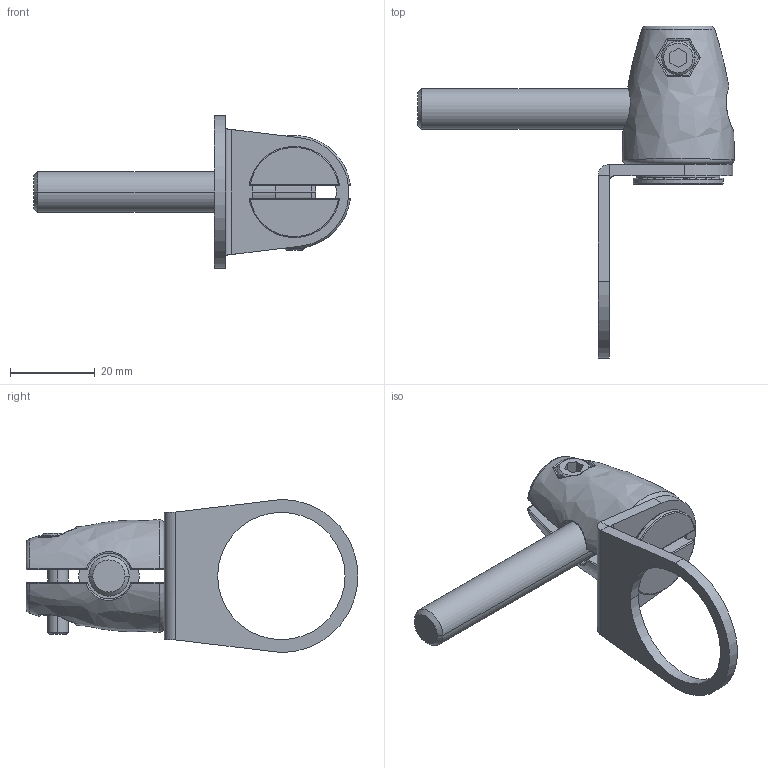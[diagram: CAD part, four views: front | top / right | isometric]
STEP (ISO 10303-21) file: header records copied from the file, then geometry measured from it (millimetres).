
FILE_DESCRIPTION((''),'2;1');
FILE_NAME('141763_SW','2008-08-08T',('banengservice'),('BANNER ENGINEERING'),'PRO/ENGINEER BY PARAMETRIC TECHNOLOGY CORPORATION, 2006170','PRO/ENGINEER BY PARAMETRIC TECHNOLOGY CORPORATION, 2006170','');
FILE_SCHEMA(('CONFIG_CONTROL_DESIGN'));
Length unit declared in the file: inch
Products named in the file (1): 141763_SW
Bounding box: 74.85 x 78.45 x 36.2 mm (x, y, z)
Volume: 19288.2 mm3; surface area: 11027.6 mm2
Topology: 1 solids, 1 shells, 238 faces, 562 edges, 332 vertices
Faces by surface type: cylinder 72, bspline 64, plane 56, torus 22, sphere 16, cone 8
Entity records: 9666 total; most frequent: CARTESIAN_POINT 4648, ORIENTED_EDGE 1124, DIRECTION 916, EDGE_CURVE 562, AXIS2_PLACEMENT_3D 360, VERTEX_POINT 332, EDGE_LOOP 252, FACE_OUTER_BOUND 238
